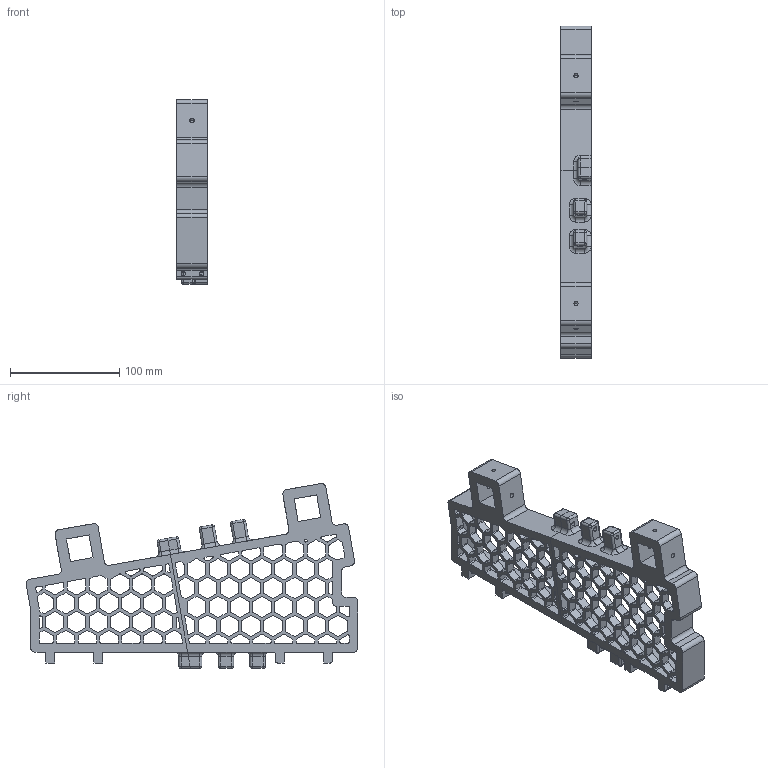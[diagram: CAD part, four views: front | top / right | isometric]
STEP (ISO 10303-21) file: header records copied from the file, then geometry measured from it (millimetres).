
FILE_DESCRIPTION(/* description */ ('STEP AP242 Edition 2','CAx-IF Rec.Pracs.---Representation and Presentation of Product Manufacturing Information (PMI)---4.0---2014-10-13','CAx-IF Rec.Pracs.---3D Tessellated Geometry---0.4---2014-09-14','2;1','CAx-IF Rec.Pracs.---User Defined Attributes---1.5---2016-08-15'),/* implementation_level */ '2;1');
FILE_NAME(/* name */ '69486e140f690297d2c9e776',/* time_stamp */ '2025-12-21T22:00:53Z',/* author */ (''),/* organization */ (''),/* preprocessor_version */ 'ST-DEVELOPER v20',/* originating_system */ 'ONSHAPE BY PTC INC, 1.208',/* authorisation */ ' ');
FILE_SCHEMA (('AP242_MANAGED_MODEL_BASED_3D_ENGINEERING_MIM_LF { 1 0 10303 442 3 1 4 }'));
Length unit declared in the file: metre
Products named in the file (2): Part 1; Part 2
Bounding box: 27.62 x 303.48 x 169.16 mm (x, y, z)
Volume: 263396.6 mm3; surface area: 118335.7 mm2
Topology: 2 solids, 2 shells, 1137 faces, 3317 edges, 2164 vertices
Faces by surface type: cylinder 558, plane 539, sphere 20, torus 20
Full cylindrical faces by diameter (mm): 3.8 x2, 4 x12, 4.1 x8
Entity records: 37954 total; most frequent: DIRECTION 6683, CARTESIAN_POINT 6566, ORIENTED_EDGE 6538, EDGE_CURVE 3269, AXIS2_PLACEMENT_3D 2275, VERTEX_POINT 2158, LINE 2133, VECTOR 2133
